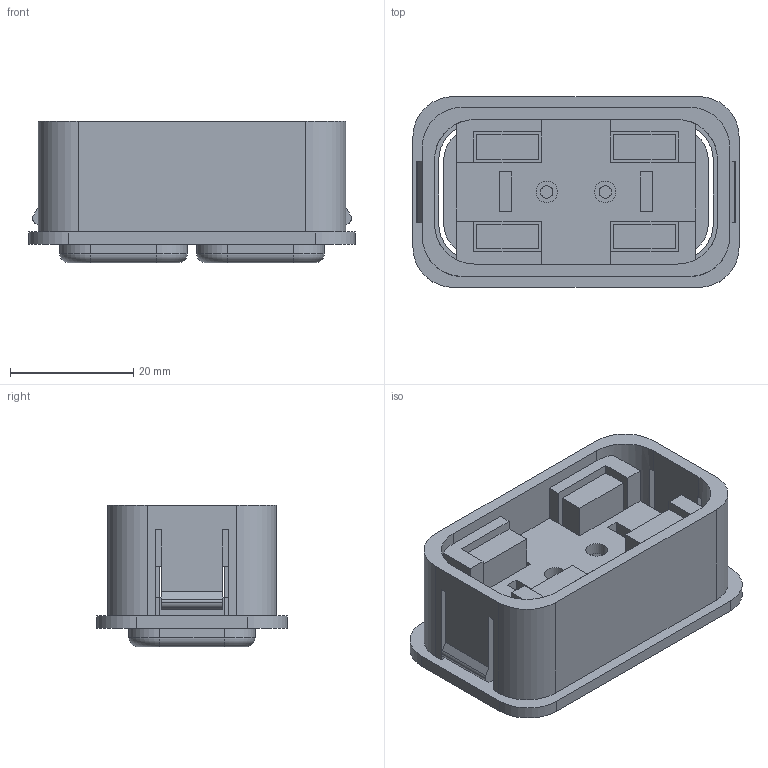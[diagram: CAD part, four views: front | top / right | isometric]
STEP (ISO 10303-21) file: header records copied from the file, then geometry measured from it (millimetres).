
FILE_DESCRIPTION(/* description */ (''),/* implementation_level */ '2;1');
FILE_NAME(/* name */ 'miata-dash-clip.step',/* time_stamp */ '2024-04-26T19:17:01+02:00',/* author */ (''),/* organization */ (''),/* preprocessor_version */ 'ST-DEVELOPER v20',/* originating_system */ 'Autodesk Translation Framework v12.20.1.177',/* authorisation */ '');
FILE_SCHEMA (('AUTOMOTIVE_DESIGN { 1 0 10303 214 3 1 1 }'));
Length unit declared in the file: millimetre
Products named in the file (3): miata-dash-clip; button-holder; buttons
Assembly tree (2 placements, depth 2):
  miata-dash-clip
    button-holder
    buttons
Bounding box: 53 x 31 x 23 mm (x, y, z)
Volume: 17096.1 mm3; surface area: 13011.5 mm2
Topology: 3 solids, 3 shells, 171 faces, 474 edges, 308 vertices
Faces by surface type: plane 117, cylinder 46, torus 8
Full cylindrical faces by diameter (mm): 2 x2, 3.5 x2
Entity records: 5560 total; most frequent: CARTESIAN_POINT 958, ORIENTED_EDGE 948, DIRECTION 938, EDGE_CURVE 474, LINE 362, VECTOR 362, VERTEX_POINT 308, AXIS2_PLACEMENT_3D 288
